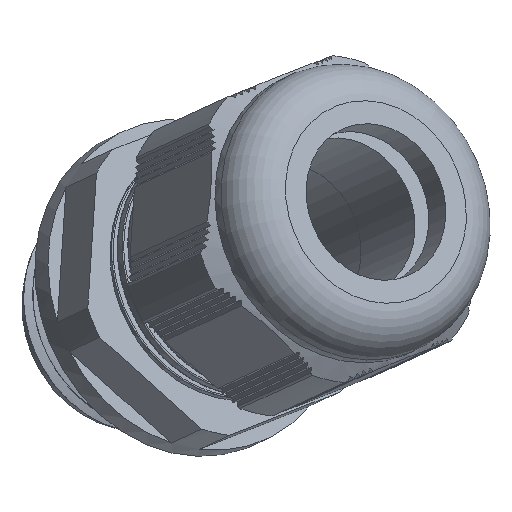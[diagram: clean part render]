
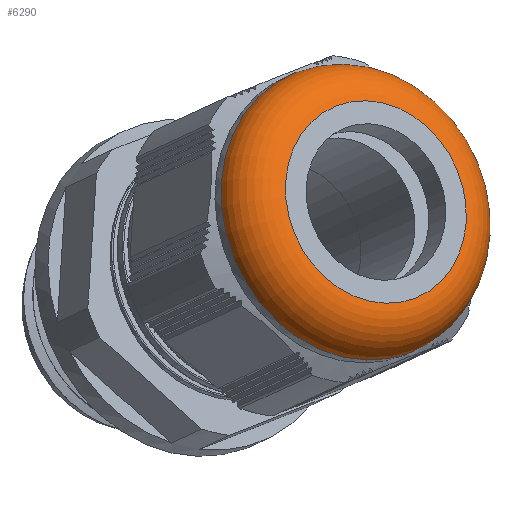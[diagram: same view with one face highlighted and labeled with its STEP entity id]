
A CAD part, top view. The second image highlights one B-rep face of the part: STEP entity #6290.
In plain terms, the highlighted toroidal (fillet/blend) face has major radius 8.42 mm and minor radius 3.83 mm.
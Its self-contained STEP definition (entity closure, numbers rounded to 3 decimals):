
#39=TOROIDAL_SURFACE('',#6776,8.42,3.83);
#216=FACE_BOUND('',#1030,.T.);
#346=CIRCLE('',#6775,8.42);
#347=CIRCLE('',#6777,12.25);
#695=FACE_OUTER_BOUND('',#1029,.T.);
#1029=EDGE_LOOP('',(#4564));
#1030=EDGE_LOOP('',(#4565));
#2526=VERTEX_POINT('',#11935);
#2527=VERTEX_POINT('',#11938);
#3268=EDGE_CURVE('',#2526,#2526,#346,.T.);
#3269=EDGE_CURVE('',#2527,#2527,#347,.T.);
#4564=ORIENTED_EDGE('',*,*,#3269,.F.);
#4565=ORIENTED_EDGE('',*,*,#3268,.T.);
#6290=ADVANCED_FACE('',(#695,#216),#39,.T.);
#6775=AXIS2_PLACEMENT_3D('',#11936,#7898,#7899);
#6776=AXIS2_PLACEMENT_3D('',#11937,#7900,#7901);
#6777=AXIS2_PLACEMENT_3D('',#11939,#7902,#7903);
#7898=DIRECTION('center_axis',(1.,0.,0.));
#7899=DIRECTION('ref_axis',(0.,0.,-1.));
#7900=DIRECTION('center_axis',(1.,0.,0.));
#7901=DIRECTION('ref_axis',(0.,0.,-1.));
#7902=DIRECTION('center_axis',(1.,0.,0.));
#7903=DIRECTION('ref_axis',(0.,0.,-1.));
#11935=CARTESIAN_POINT('',(-17.99,8.42,0.));
#11936=CARTESIAN_POINT('Origin',(-17.99,0.,0.));
#11937=CARTESIAN_POINT('Origin',(-14.16,0.,0.));
#11938=CARTESIAN_POINT('',(-14.16,12.25,0.));
#11939=CARTESIAN_POINT('Origin',(-14.16,0.,0.));
